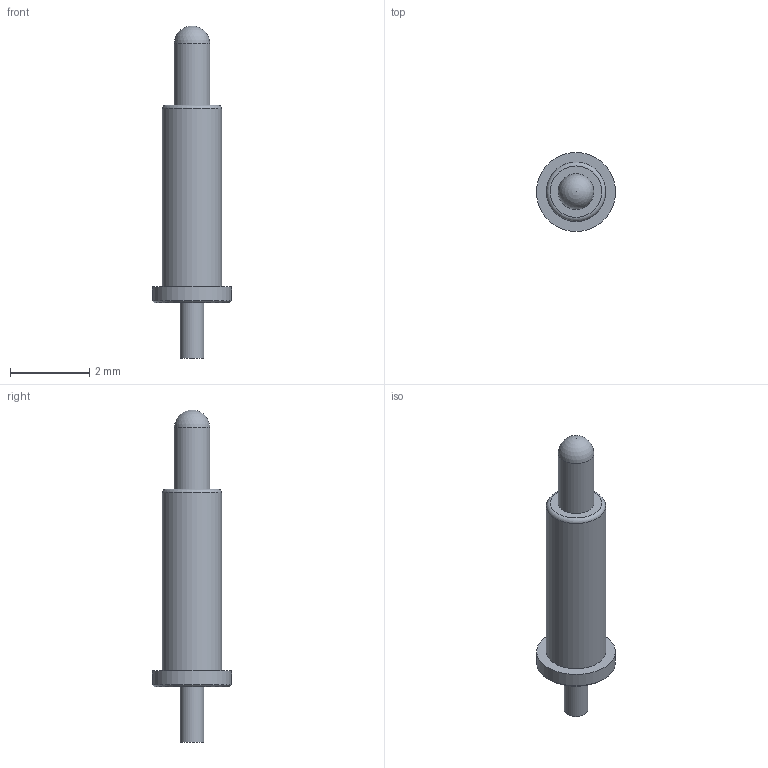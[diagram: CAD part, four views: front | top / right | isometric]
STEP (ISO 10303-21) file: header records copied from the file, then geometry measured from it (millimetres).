
FILE_DESCRIPTION(('FreeCAD Model'),'2;1');
FILE_NAME('Open CASCADE Shape Model','2024-06-05T22:59:14',(''),(''), 'Open CASCADE STEP processor 7.7','FreeCAD','Unknown');
FILE_SCHEMA(('AUTOMOTIVE_DESIGN { 1 0 10303 214 1 1 1 1 }'));
Length unit declared in the file: millimetre
Products named in the file (1): Body
Bounding box: 2 x 2 x 8.4 mm (x, y, z)
Volume: 10.9 mm3; surface area: 37.7 mm2
Topology: 1 solids, 1 shells, 11 faces, 18 edges, 11 vertices
Faces by surface type: cylinder 4, plane 4, sphere 1, torus 1, cone 1
Full cylindrical faces by diameter (mm): 0.6 x1, 0.9 x1, 1.5 x1, 2 x1
Entity records: 504 total; most frequent: CARTESIAN_POINT 86, DIRECTION 85, ORIENTED_EDGE 34, PCURVE 34, DEFINITIONAL_REPRESENTATION 34, LINE 32, VECTOR 32, AXIS2_PLACEMENT_3D 24
